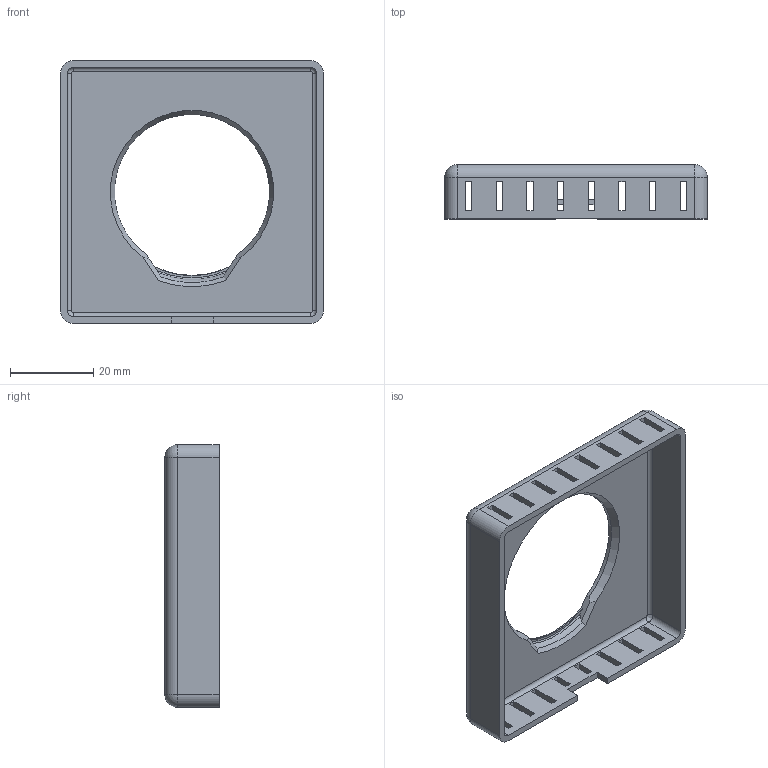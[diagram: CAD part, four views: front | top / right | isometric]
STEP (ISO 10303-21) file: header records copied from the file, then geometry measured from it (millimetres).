
FILE_DESCRIPTION(/* description */ (''),/* implementation_level */ '2;1');
FILE_NAME(/* name */ 'UPgehaeuse v37_top.step',/* time_stamp */ '2025-04-27T18:52:28+02:00',/* author */ (''),/* organization */ (''),/* preprocessor_version */ 'ST-DEVELOPER v20.1',/* originating_system */ 'Autodesk Translation Framework v14.4.0.0',/* authorisation */ '');
FILE_SCHEMA (('AUTOMOTIVE_DESIGN { 1 0 10303 214 3 1 1 }'));
Length unit declared in the file: millimetre
Products named in the file (1): UPgehaeuse
Bounding box: 63 x 13 x 63 mm (x, y, z)
Volume: 10542.3 mm3; surface area: 11198 mm2
Topology: 1 solids, 1 shells, 114 faces, 316 edges, 204 vertices
Faces by surface type: plane 83, cylinder 18, bspline 4, sphere 4, cone 3, torus 2
Entity records: 3717 total; most frequent: CARTESIAN_POINT 713, ORIENTED_EDGE 632, DIRECTION 574, EDGE_CURVE 316, LINE 256, VECTOR 256, VERTEX_POINT 204, AXIS2_PLACEMENT_3D 159
